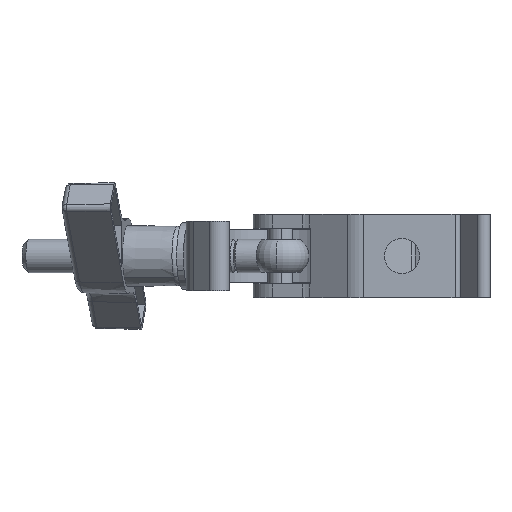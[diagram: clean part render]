
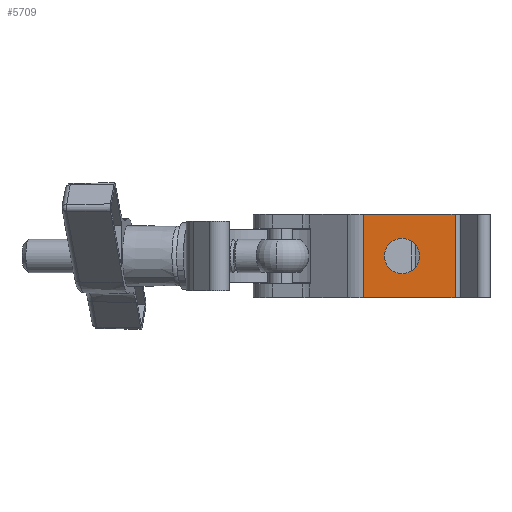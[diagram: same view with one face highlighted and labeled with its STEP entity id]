
A CAD part, front view. The second image highlights one B-rep face of the part: STEP entity #5709.
In plain terms, the highlighted planar face has unit normal (0, -1, 0).
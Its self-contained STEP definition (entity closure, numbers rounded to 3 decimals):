
#821 = CIRCLE ( 'NONE', #2721, 6.35 ) ;
#840 = AXIS2_PLACEMENT_3D ( 'NONE', #10207, #1166, #12113 ) ;
#1166 = DIRECTION ( 'NONE',  ( 0., 1., 0. ) ) ;
#1563 = LINE ( 'NONE', #23221, #5646 ) ;
#2065 = EDGE_CURVE ( 'NONE', #10846, #5825, #8054, .T. ) ;
#2721 = AXIS2_PLACEMENT_3D ( 'NONE', #18398, #16969, #18628 ) ;
#4427 = LINE ( 'NONE', #6442, #10402 ) ;
#4704 = DIRECTION ( 'NONE',  ( 1., 0., 0. ) ) ;
#4797 = EDGE_LOOP ( 'NONE', ( #17165, #21687 ) ) ;
#5646 = VECTOR ( 'NONE', #6803, 1000. ) ;
#5709 = ADVANCED_FACE ( 'NONE', ( #10428, #8637 ), #14223, .F. ) ;
#5825 = VERTEX_POINT ( 'NONE', #20277 ) ;
#6442 = CARTESIAN_POINT ( 'NONE',  ( 12.579, 0., 14.95 ) ) ;
#6465 = VERTEX_POINT ( 'NONE', #10336 ) ;
#6803 = DIRECTION ( 'NONE',  ( 1., 0., 0. ) ) ;
#6920 = LINE ( 'NONE', #21551, #9610 ) ;
#6968 = CARTESIAN_POINT ( 'NONE',  ( 12.579, 0., -14.95 ) ) ;
#7843 = VERTEX_POINT ( 'NONE', #22099 ) ;
#7855 = ORIENTED_EDGE ( 'NONE', *, *, #10975, .F. ) ;
#8054 = CIRCLE ( 'NONE', #840, 6.35 ) ;
#8637 = FACE_OUTER_BOUND ( 'NONE', #23119, .T. ) ;
#8934 = CARTESIAN_POINT ( 'NONE',  ( 31.66, 0., -6.35 ) ) ;
#9610 = VECTOR ( 'NONE', #23103, 1000. ) ;
#9669 = VERTEX_POINT ( 'NONE', #19213 ) ;
#9737 = AXIS2_PLACEMENT_3D ( 'NONE', #17561, #16127, #15774 ) ;
#10207 = CARTESIAN_POINT ( 'NONE',  ( 31.66, 0., 0. ) ) ;
#10336 = CARTESIAN_POINT ( 'NONE',  ( 12.579, 0., 14.95 ) ) ;
#10402 = VECTOR ( 'NONE', #15480, 1000. ) ;
#10428 = FACE_BOUND ( 'NONE', #4797, .T. ) ;
#10846 = VERTEX_POINT ( 'NONE', #8934 ) ;
#10975 = EDGE_CURVE ( 'NONE', #6465, #7843, #1563, .T. ) ;
#11078 = CARTESIAN_POINT ( 'NONE',  ( 12.579, 0., -14.95 ) ) ;
#12113 = DIRECTION ( 'NONE',  ( 0., 0., -1. ) ) ;
#12754 = VECTOR ( 'NONE', #4704, 1000. ) ;
#13519 = EDGE_CURVE ( 'NONE', #20552, #9669, #14097, .T. ) ;
#14097 = LINE ( 'NONE', #6968, #12754 ) ;
#14223 = PLANE ( 'NONE',  #9737 ) ;
#14635 = ORIENTED_EDGE ( 'NONE', *, *, #13519, .T. ) ;
#14674 = EDGE_CURVE ( 'NONE', #6465, #20552, #4427, .T. ) ;
#15480 = DIRECTION ( 'NONE',  ( 0., 0., -1. ) ) ;
#15774 = DIRECTION ( 'NONE',  ( 0., 0., 1. ) ) ;
#16127 = DIRECTION ( 'NONE',  ( 0., 1., 0. ) ) ;
#16969 = DIRECTION ( 'NONE',  ( 0., 1., 0. ) ) ;
#17165 = ORIENTED_EDGE ( 'NONE', *, *, #2065, .T. ) ;
#17561 = CARTESIAN_POINT ( 'NONE',  ( 12.579, 0., 14.95 ) ) ;
#17730 = EDGE_CURVE ( 'NONE', #5825, #10846, #821, .T. ) ;
#18398 = CARTESIAN_POINT ( 'NONE',  ( 31.66, 0., 0. ) ) ;
#18628 = DIRECTION ( 'NONE',  ( 0., 0., -1. ) ) ;
#18680 = ORIENTED_EDGE ( 'NONE', *, *, #14674, .T. ) ;
#19213 = CARTESIAN_POINT ( 'NONE',  ( 45.642, 0., -14.95 ) ) ;
#20277 = CARTESIAN_POINT ( 'NONE',  ( 31.66, 0., 6.35 ) ) ;
#20552 = VERTEX_POINT ( 'NONE', #11078 ) ;
#21551 = CARTESIAN_POINT ( 'NONE',  ( 45.642, 0., 14.95 ) ) ;
#21687 = ORIENTED_EDGE ( 'NONE', *, *, #17730, .T. ) ;
#21765 = ORIENTED_EDGE ( 'NONE', *, *, #22556, .F. ) ;
#22099 = CARTESIAN_POINT ( 'NONE',  ( 45.642, 0., 14.95 ) ) ;
#22556 = EDGE_CURVE ( 'NONE', #7843, #9669, #6920, .T. ) ;
#23103 = DIRECTION ( 'NONE',  ( 0., 0., -1. ) ) ;
#23119 = EDGE_LOOP ( 'NONE', ( #14635, #21765, #7855, #18680 ) ) ;
#23221 = CARTESIAN_POINT ( 'NONE',  ( 12.579, 0., 14.95 ) ) ;
